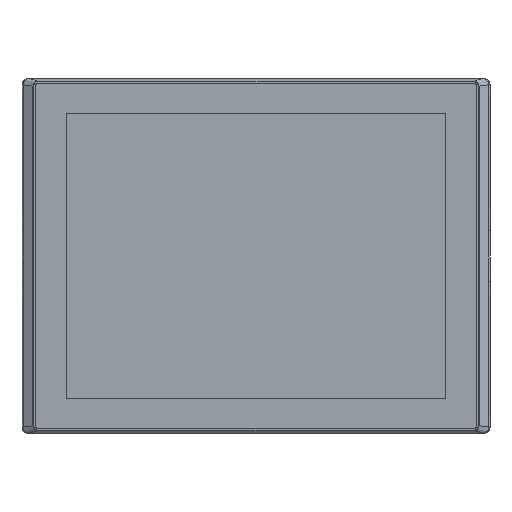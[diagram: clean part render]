
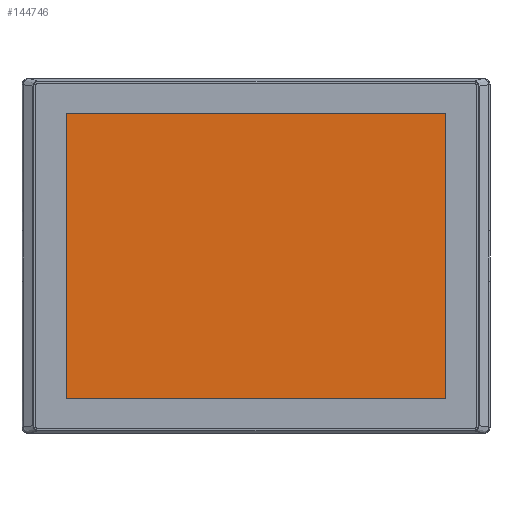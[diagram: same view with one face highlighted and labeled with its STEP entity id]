
A CAD part, top view. The second image highlights one B-rep face of the part: STEP entity #144746.
In plain terms, the highlighted planar face has unit normal (0, 0, 1).
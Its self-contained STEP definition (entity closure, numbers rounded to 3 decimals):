
#1609 = CARTESIAN_POINT ( 'NONE',  ( 181.018, -139.092, 16.3 ) ) ;
#10795 = LINE ( 'NONE', #103414, #95497 ) ;
#22172 = LINE ( 'NONE', #1609, #107476 ) ;
#26034 = DIRECTION ( 'NONE',  ( -1., 0., 0. ) ) ;
#27528 = CARTESIAN_POINT ( 'NONE',  ( 181.017, -134.518, 16.3 ) ) ;
#32325 = CARTESIAN_POINT ( 'NONE',  ( -123.683, -134.518, 16.3 ) ) ;
#38270 = AXIS2_PLACEMENT_3D ( 'NONE', #117147, #57981, #26034 ) ;
#44571 = LINE ( 'NONE', #138576, #53821 ) ;
#53821 = VECTOR ( 'NONE', #104513, 1000. ) ;
#55082 = LINE ( 'NONE', #78671, #133719 ) ;
#57981 = DIRECTION ( 'NONE',  ( 0., 0., -1. ) ) ;
#61069 = VERTEX_POINT ( 'NONE', #27528 ) ;
#62080 = ORIENTED_EDGE ( 'NONE', *, *, #123443, .T. ) ;
#69924 = ORIENTED_EDGE ( 'NONE', *, *, #119092, .T. ) ;
#70888 = FACE_OUTER_BOUND ( 'NONE', #115776, .T. ) ;
#78671 = CARTESIAN_POINT ( 'NONE',  ( 187.112, 94.182, 16.3 ) ) ;
#78888 = CARTESIAN_POINT ( 'NONE',  ( -123.682, 94.183, 16.3 ) ) ;
#81639 = VERTEX_POINT ( 'NONE', #32325 ) ;
#86719 = ORIENTED_EDGE ( 'NONE', *, *, #122484, .T. ) ;
#90672 = VERTEX_POINT ( 'NONE', #78888 ) ;
#95497 = VECTOR ( 'NONE', #149626, 1000. ) ;
#95765 = DIRECTION ( 'NONE',  ( 0., 1., 0. ) ) ;
#96054 = ORIENTED_EDGE ( 'NONE', *, *, #121716, .T. ) ;
#103414 = CARTESIAN_POINT ( 'NONE',  ( -123.682, 98.757, 16.3 ) ) ;
#104513 = DIRECTION ( 'NONE',  ( 1., 0., 0. ) ) ;
#106030 = CARTESIAN_POINT ( 'NONE',  ( 181.017, 94.183, 16.3 ) ) ;
#107476 = VECTOR ( 'NONE', #95765, 1000. ) ;
#113532 = DIRECTION ( 'NONE',  ( -1., 0., 0. ) ) ;
#115776 = EDGE_LOOP ( 'NONE', ( #62080, #69924, #96054, #86719 ) ) ;
#116774 = VERTEX_POINT ( 'NONE', #106030 ) ;
#117147 = CARTESIAN_POINT ( 'NONE',  ( 187.112, 98.757, 16.3 ) ) ;
#119092 = EDGE_CURVE ( 'NONE', #81639, #61069, #44571, .T. ) ;
#121716 = EDGE_CURVE ( 'NONE', #61069, #116774, #22172, .T. ) ;
#122484 = EDGE_CURVE ( 'NONE', #116774, #90672, #55082, .T. ) ;
#123443 = EDGE_CURVE ( 'NONE', #90672, #81639, #10795, .T. ) ;
#129995 = PLANE ( 'NONE',  #38270 ) ;
#133719 = VECTOR ( 'NONE', #113532, 1000. ) ;
#138576 = CARTESIAN_POINT ( 'NONE',  ( -129.776, -134.518, 16.3 ) ) ;
#144746 = ADVANCED_FACE ( 'NONE', ( #70888 ), #129995, .F. ) ;
#149626 = DIRECTION ( 'NONE',  ( 0., -1., 0. ) ) ;
